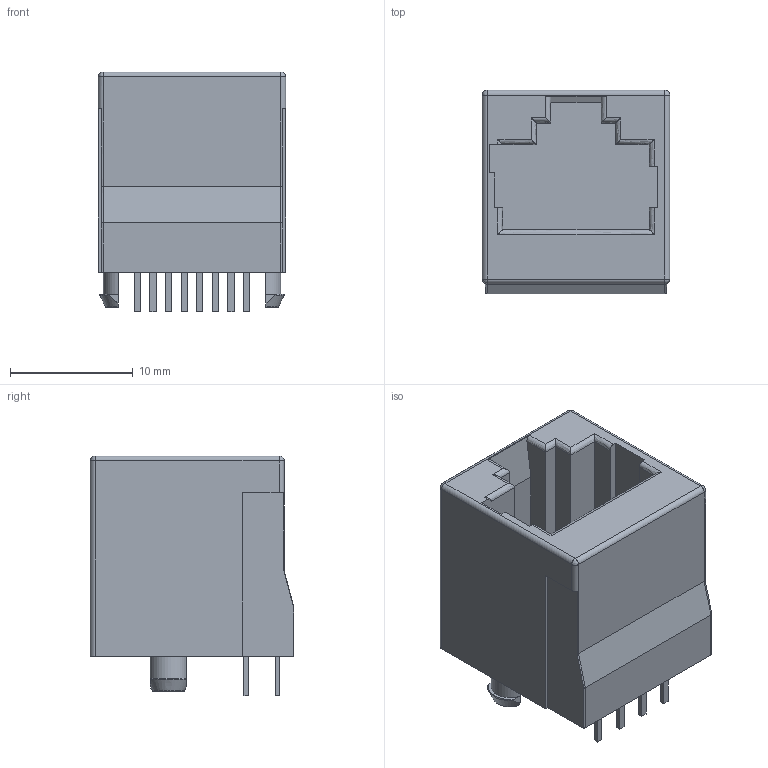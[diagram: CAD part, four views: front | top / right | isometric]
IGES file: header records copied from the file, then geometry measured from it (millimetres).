
Start section: SolidWorks IGES file using analytic representation for surfaces
Global section: file name: CKelleher's file\GDCX-PN-88K_rA3.IGS; native system: SolidWorks 2007; preprocessor: SolidWorks 2007; author: Ckelleher; date: 110630.180024; units: millimetre
Bounding box: 15.26 x 16.56 x 19.54 mm (x, y, z)
Surface area: 2158.2 mm2 (no closed solid volume)
Topology: 0 solids, 0 shells, 131 faces, 882 edges, 878 vertices
Faces by surface type: bspline 98, revolution 33
